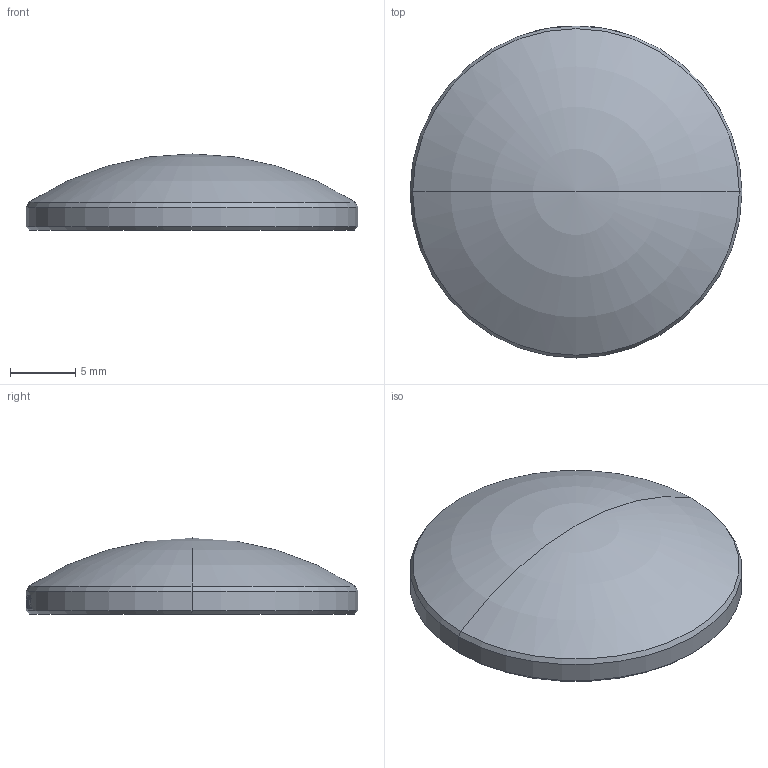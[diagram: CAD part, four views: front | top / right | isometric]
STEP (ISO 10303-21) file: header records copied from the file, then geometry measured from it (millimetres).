
FILE_DESCRIPTION (( 'STEP AP214' ), '1' );
FILE_NAME ('CTN015734-E0W.STEP', '2020-05-26T02:24:18', ( '' ), ( '' ), 'SwSTEP 2.0', 'SolidWorks 2018', '' );
FILE_SCHEMA (( 'AUTOMOTIVE_DESIGN' ));
Length unit declared in the file: millimetre
Products named in the file (1): CTN015734-E0W
Bounding box: 25.4 x 25.4 x 5.82 mm (x, y, z)
Volume: 2006.2 mm3; surface area: 1202.2 mm2
Topology: 1 solids, 1 shells, 24 faces, 136 edges, 127 vertices
Faces by surface type: cylinder 17, cone 4, torus 2, plane 1
Entity records: 2337 total; most frequent: CARTESIAN_POINT 1001, ORIENTED_EDGE 268, DIRECTION 154, EDGE_CURVE 134, VERTEX_POINT 127, B_SPLINE_CURVE_WITH_KNOTS 68, AXIS2_PLACEMENT_3D 63, EDGE_LOOP 39
